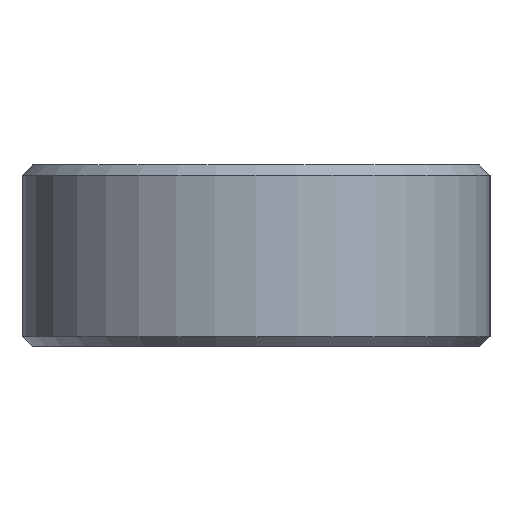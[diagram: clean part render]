
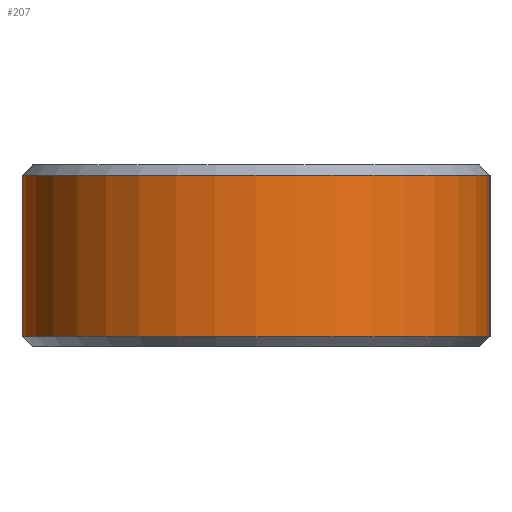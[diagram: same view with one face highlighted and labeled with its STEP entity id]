
A CAD part, left-side view. The second image highlights one B-rep face of the part: STEP entity #207.
In plain terms, the highlighted cylindrical face has radius 9 mm (diameter 18 mm), a partial arc.
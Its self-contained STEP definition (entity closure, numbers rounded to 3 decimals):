
#23=CYLINDRICAL_SURFACE('',#245,9.);
#27=FACE_OUTER_BOUND('',#41,.T.);
#41=EDGE_LOOP('',(#153,#154,#155,#156));
#57=LINE('',#348,#77);
#58=LINE('',#351,#78);
#77=VECTOR('',#281,10.);
#78=VECTOR('',#284,10.);
#94=CIRCLE('',#241,9.);
#97=CIRCLE('',#246,9.);
#103=VERTEX_POINT('',#332);
#104=VERTEX_POINT('',#334);
#109=VERTEX_POINT('',#347);
#110=VERTEX_POINT('',#349);
#119=EDGE_CURVE('',#104,#103,#94,.T.);
#125=EDGE_CURVE('',#103,#109,#57,.T.);
#126=EDGE_CURVE('',#109,#110,#97,.T.);
#127=EDGE_CURVE('',#104,#110,#58,.T.);
#153=ORIENTED_EDGE('',*,*,#119,.T.);
#154=ORIENTED_EDGE('',*,*,#125,.T.);
#155=ORIENTED_EDGE('',*,*,#126,.T.);
#156=ORIENTED_EDGE('',*,*,#127,.F.);
#207=ADVANCED_FACE('',(#27),#23,.T.);
#241=AXIS2_PLACEMENT_3D('',#335,#268,#269);
#245=AXIS2_PLACEMENT_3D('',#346,#279,#280);
#246=AXIS2_PLACEMENT_3D('',#350,#282,#283);
#268=DIRECTION('center_axis',(0.,0.,-1.));
#269=DIRECTION('ref_axis',(0.,1.,0.));
#279=DIRECTION('center_axis',(0.,0.,-1.));
#280=DIRECTION('ref_axis',(0.,-1.,0.));
#281=DIRECTION('',(0.,0.,-1.));
#282=DIRECTION('center_axis',(0.,0.,1.));
#283=DIRECTION('ref_axis',(0.,-1.,0.));
#284=DIRECTION('',(0.,0.,-1.));
#332=CARTESIAN_POINT('',(-52.,9.,6.6));
#334=CARTESIAN_POINT('',(-52.,-9.,6.6));
#335=CARTESIAN_POINT('Origin',(-52.,0.,6.6));
#346=CARTESIAN_POINT('Origin',(-52.,0.,3.5));
#347=CARTESIAN_POINT('',(-52.,9.,0.4));
#348=CARTESIAN_POINT('',(-52.,9.,6.6));
#349=CARTESIAN_POINT('',(-52.,-9.,0.4));
#350=CARTESIAN_POINT('Origin',(-52.,0.,0.4));
#351=CARTESIAN_POINT('',(-52.,-9.,6.6));
